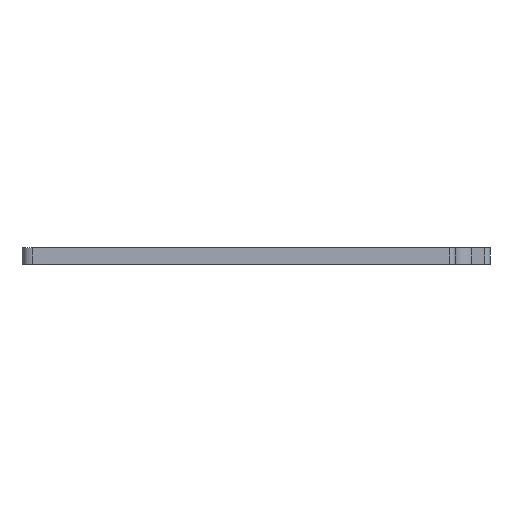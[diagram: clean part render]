
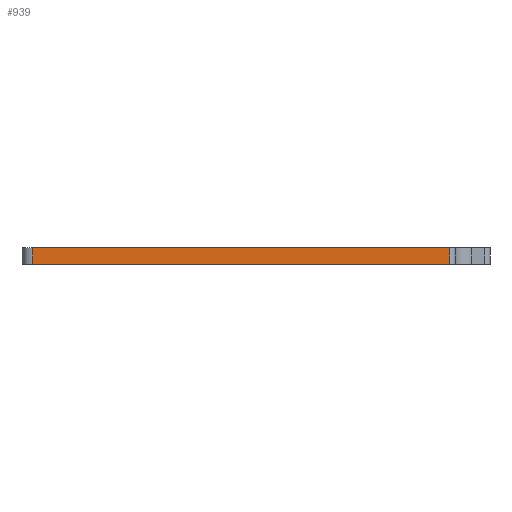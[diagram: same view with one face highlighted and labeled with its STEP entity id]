
A CAD part, left-side view. The second image highlights one B-rep face of the part: STEP entity #939.
In plain terms, the highlighted planar face has unit normal (-1, 0, 0).
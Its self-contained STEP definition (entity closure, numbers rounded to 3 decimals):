
#40=PLANE('',#1024);
#83=FACE_OUTER_BOUND('',#135,.T.);
#135=EDGE_LOOP('',(#745,#746,#747,#748));
#198=LINE('',#1420,#307);
#225=LINE('',#1484,#334);
#227=LINE('',#1488,#336);
#228=LINE('',#1489,#337);
#307=VECTOR('',#1152,10.);
#334=VECTOR('',#1197,10.);
#336=VECTOR('',#1201,10.);
#337=VECTOR('',#1202,10.);
#448=VERTEX_POINT('',#1417);
#449=VERTEX_POINT('',#1419);
#477=VERTEX_POINT('',#1482);
#478=VERTEX_POINT('',#1487);
#549=EDGE_CURVE('',#448,#449,#198,.T.);
#581=EDGE_CURVE('',#477,#448,#225,.T.);
#583=EDGE_CURVE('',#478,#477,#227,.T.);
#584=EDGE_CURVE('',#449,#478,#228,.T.);
#745=ORIENTED_EDGE('',*,*,#581,.F.);
#746=ORIENTED_EDGE('',*,*,#583,.F.);
#747=ORIENTED_EDGE('',*,*,#584,.F.);
#748=ORIENTED_EDGE('',*,*,#549,.F.);
#939=ADVANCED_FACE('',(#83),#40,.T.);
#1024=AXIS2_PLACEMENT_3D('',#1486,#1199,#1200);
#1152=DIRECTION('',(0.,1.,0.));
#1197=DIRECTION('',(0.,0.,-1.));
#1199=DIRECTION('center_axis',(-1.,0.,0.));
#1200=DIRECTION('ref_axis',(0.,-1.,0.));
#1201=DIRECTION('',(0.,-1.,0.));
#1202=DIRECTION('',(0.,0.,1.));
#1417=CARTESIAN_POINT('',(0.015,-78.253,1.));
#1419=CARTESIAN_POINT('',(0.015,-2.145,1.));
#1420=CARTESIAN_POINT('',(0.015,-83.645,1.));
#1482=CARTESIAN_POINT('',(0.015,-78.253,4.));
#1484=CARTESIAN_POINT('',(0.015,-78.253,1.));
#1486=CARTESIAN_POINT('Origin',(0.015,-2.145,1.));
#1487=CARTESIAN_POINT('',(0.015,-2.145,4.));
#1488=CARTESIAN_POINT('',(0.015,-83.645,4.));
#1489=CARTESIAN_POINT('',(0.015,-2.145,1.));
